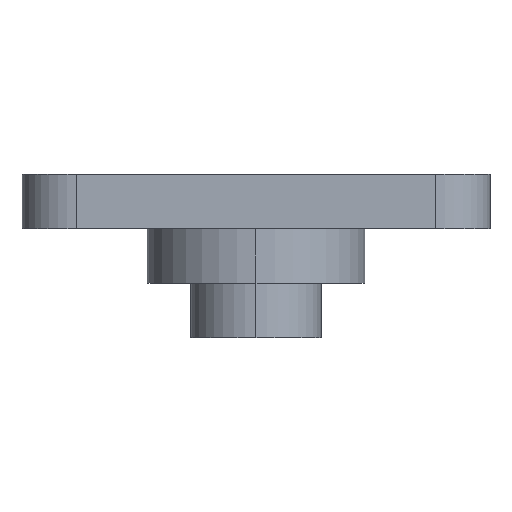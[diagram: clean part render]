
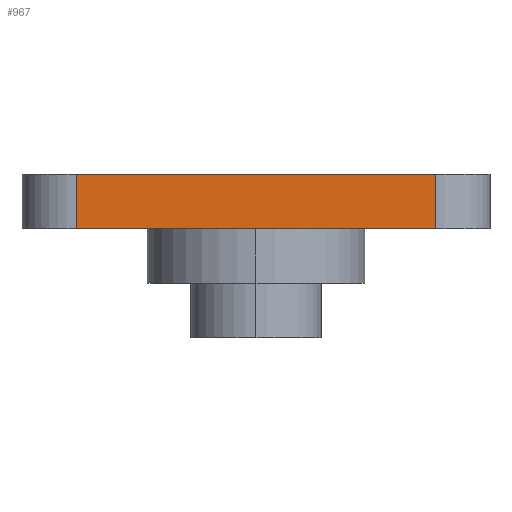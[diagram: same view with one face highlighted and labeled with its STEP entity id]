
A CAD part, left-side view. The second image highlights one B-rep face of the part: STEP entity #967.
In plain terms, the highlighted planar face has unit normal (-1, 0, 0).
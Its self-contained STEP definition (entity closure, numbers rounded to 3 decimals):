
#3 = CARTESIAN_POINT ( 'NONE',  ( -43., 33., 0. ) ) ;
#10 = LINE ( 'NONE', #3, #1045 ) ;
#92 = DIRECTION ( 'NONE',  ( 0., 0., 1. ) ) ;
#218 = EDGE_CURVE ( 'NONE', #1036, #927, #10, .T. ) ;
#223 = CARTESIAN_POINT ( 'NONE',  ( -43., 33., -10. ) ) ;
#306 = VECTOR ( 'NONE', #92, 1000. ) ;
#345 = CARTESIAN_POINT ( 'NONE',  ( -43., 33., -10. ) ) ;
#351 = DIRECTION ( 'NONE',  ( 0., -1., 0. ) ) ;
#363 = LINE ( 'NONE', #725, #986 ) ;
#372 = DIRECTION ( 'NONE',  ( 0., -1., 0. ) ) ;
#373 = CARTESIAN_POINT ( 'NONE',  ( -43., 33., -10. ) ) ;
#409 = DIRECTION ( 'NONE',  ( 0., -1., 0. ) ) ;
#457 = DIRECTION ( 'NONE',  ( 0., 0., 1. ) ) ;
#484 = VECTOR ( 'NONE', #351, 1000. ) ;
#507 = AXIS2_PLACEMENT_3D ( 'NONE', #223, #964, #409 ) ;
#611 = EDGE_CURVE ( 'NONE', #1127, #668, #985, .T. ) ;
#668 = VERTEX_POINT ( 'NONE', #884 ) ;
#672 = CARTESIAN_POINT ( 'NONE',  ( -43., -33., 0. ) ) ;
#673 = ORIENTED_EDGE ( 'NONE', *, *, #833, .T. ) ;
#725 = CARTESIAN_POINT ( 'NONE',  ( -43., 33., -10. ) ) ;
#770 = FACE_OUTER_BOUND ( 'NONE', #1136, .T. ) ;
#772 = ORIENTED_EDGE ( 'NONE', *, *, #218, .F. ) ;
#792 = CARTESIAN_POINT ( 'NONE',  ( -43., 33., 0. ) ) ;
#833 = EDGE_CURVE ( 'NONE', #668, #927, #1200, .T. ) ;
#838 = EDGE_CURVE ( 'NONE', #1127, #1036, #363, .T. ) ;
#884 = CARTESIAN_POINT ( 'NONE',  ( -43., -33., -10. ) ) ;
#927 = VERTEX_POINT ( 'NONE', #672 ) ;
#964 = DIRECTION ( 'NONE',  ( -1., 0., 0. ) ) ;
#967 = ADVANCED_FACE ( 'NONE', ( #770 ), #1145, .T. ) ;
#985 = LINE ( 'NONE', #345, #484 ) ;
#986 = VECTOR ( 'NONE', #457, 1000. ) ;
#1000 = ORIENTED_EDGE ( 'NONE', *, *, #838, .F. ) ;
#1036 = VERTEX_POINT ( 'NONE', #792 ) ;
#1045 = VECTOR ( 'NONE', #372, 1000. ) ;
#1117 = ORIENTED_EDGE ( 'NONE', *, *, #611, .T. ) ;
#1127 = VERTEX_POINT ( 'NONE', #373 ) ;
#1136 = EDGE_LOOP ( 'NONE', ( #772, #1000, #1117, #673 ) ) ;
#1145 = PLANE ( 'NONE',  #507 ) ;
#1193 = CARTESIAN_POINT ( 'NONE',  ( -43., -33., -10. ) ) ;
#1200 = LINE ( 'NONE', #1193, #306 ) ;
